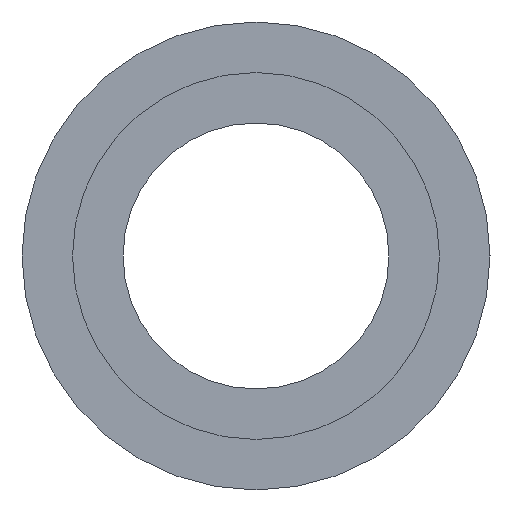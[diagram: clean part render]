
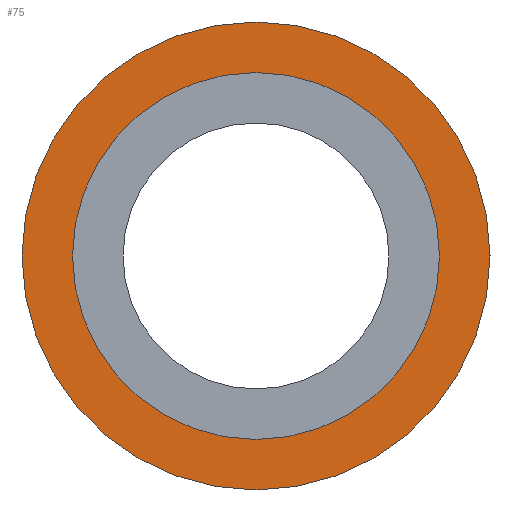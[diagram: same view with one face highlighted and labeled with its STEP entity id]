
A CAD part, left-side view. The second image highlights one B-rep face of the part: STEP entity #75.
In plain terms, the highlighted planar face has unit normal (-1, 0, 0).
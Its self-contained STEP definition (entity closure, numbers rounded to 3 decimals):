
#75 = ADVANCED_FACE( '', ( #104, #105 ), #106, .T. );
#104 = FACE_BOUND( '', #188, .T. );
#105 = FACE_OUTER_BOUND( '', #189, .T. );
#106 = PLANE( '', #190 );
#188 = EDGE_LOOP( '', ( #272 ) );
#189 = EDGE_LOOP( '', ( #273 ) );
#190 = AXIS2_PLACEMENT_3D( '', #274, #275, #276 );
#272 = ORIENTED_EDGE( '', *, *, #412, .T. );
#273 = ORIENTED_EDGE( '', *, *, #413, .F. );
#274 = CARTESIAN_POINT( '', ( 0., 2.2, 0. ) );
#275 = DIRECTION( '', ( -1., 0., 0. ) );
#276 = DIRECTION( '', ( 0., 0., 1. ) );
#412 = EDGE_CURVE( '', #440, #440, #441, .T. );
#413 = EDGE_CURVE( '', #442, #442, #443, .T. );
#440 = VERTEX_POINT( '', #496 );
#441 = CIRCLE( '', #497, 1.725 );
#442 = VERTEX_POINT( '', #498 );
#443 = CIRCLE( '', #499, 2.2 );
#496 = CARTESIAN_POINT( '', ( 0., 0., -1.725 ) );
#497 = AXIS2_PLACEMENT_3D( '', #552, #553, #554 );
#498 = CARTESIAN_POINT( '', ( 0., 0., -2.2 ) );
#499 = AXIS2_PLACEMENT_3D( '', #555, #556, #557 );
#552 = CARTESIAN_POINT( '', ( 0., 0., 0. ) );
#553 = DIRECTION( '', ( 1., 0., 0. ) );
#554 = DIRECTION( '', ( 0., 0., -1. ) );
#555 = CARTESIAN_POINT( '', ( 0., 0., 0. ) );
#556 = DIRECTION( '', ( 1., 0., 0. ) );
#557 = DIRECTION( '', ( 0., 0., -1. ) );
